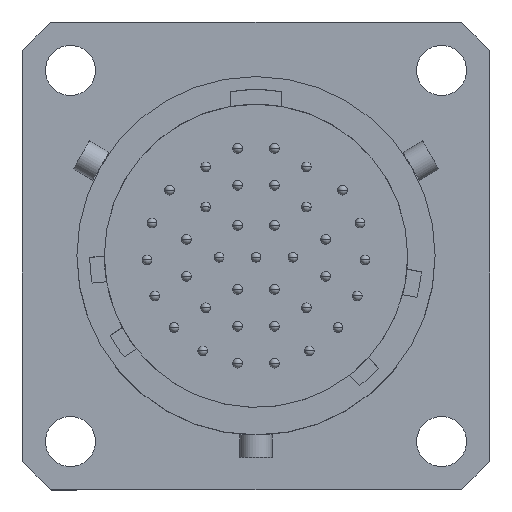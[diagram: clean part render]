
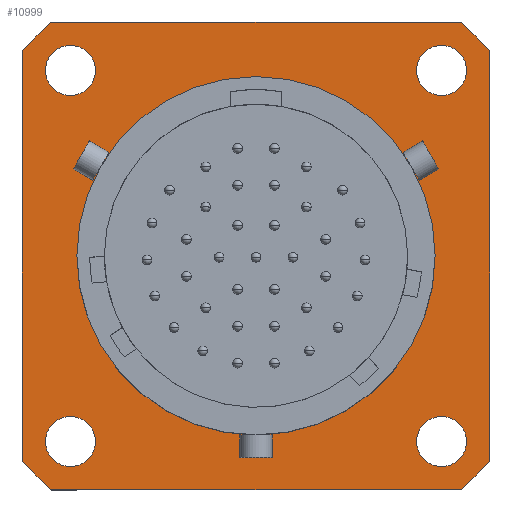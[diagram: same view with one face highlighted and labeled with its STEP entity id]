
A CAD part, top view. The second image highlights one B-rep face of the part: STEP entity #10999.
In plain terms, the highlighted planar face has unit normal (0, 0, 1).
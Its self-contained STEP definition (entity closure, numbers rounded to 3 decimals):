
#10455=CARTESIAN_POINT('',(-9.95,-11.5,12.0));
#10456=VERTEX_POINT('',#10455);
#10472=CARTESIAN_POINT('',(-13.05,-11.5,12.0));
#10473=VERTEX_POINT('',#10472);
#10480=CARTESIAN_POINT('',(-11.5,-11.5,12.0));
#10481=DIRECTION('',(0.0,0.0,-1.0));
#10482=DIRECTION('',(1.0,0.0,0.0));
#10483=AXIS2_PLACEMENT_3D('',#10480,#10481,#10482);
#10484=CIRCLE('',#10483,1.55);
#10485=EDGE_CURVE('',#10456,#10473,#10484,.T.);
#10497=CARTESIAN_POINT('',(13.05,11.5,12.0));
#10498=VERTEX_POINT('',#10497);
#10514=CARTESIAN_POINT('',(9.95,11.5,12.0));
#10515=VERTEX_POINT('',#10514);
#10522=CARTESIAN_POINT('',(11.5,11.5,12.0));
#10523=DIRECTION('',(0.0,0.0,-1.0));
#10524=DIRECTION('',(1.0,0.0,0.0));
#10525=AXIS2_PLACEMENT_3D('',#10522,#10523,#10524);
#10526=CIRCLE('',#10525,1.55);
#10527=EDGE_CURVE('',#10498,#10515,#10526,.T.);
#10539=CARTESIAN_POINT('',(-9.95,11.5,12.0));
#10540=VERTEX_POINT('',#10539);
#10556=CARTESIAN_POINT('',(-13.05,11.5,12.0));
#10557=VERTEX_POINT('',#10556);
#10564=CARTESIAN_POINT('',(-11.5,11.5,12.0));
#10565=DIRECTION('',(0.0,0.0,-1.0));
#10566=DIRECTION('',(1.0,0.0,0.0));
#10567=AXIS2_PLACEMENT_3D('',#10564,#10565,#10566);
#10568=CIRCLE('',#10567,1.55);
#10569=EDGE_CURVE('',#10540,#10557,#10568,.T.);
#10581=CARTESIAN_POINT('',(13.05,-11.5,12.0));
#10582=VERTEX_POINT('',#10581);
#10598=CARTESIAN_POINT('',(9.95,-11.5,12.0));
#10599=VERTEX_POINT('',#10598);
#10606=CARTESIAN_POINT('',(11.5,-11.5,12.0));
#10607=DIRECTION('',(0.0,0.0,-1.0));
#10608=DIRECTION('',(1.0,0.0,0.0));
#10609=AXIS2_PLACEMENT_3D('',#10606,#10607,#10608);
#10610=CIRCLE('',#10609,1.55);
#10611=EDGE_CURVE('',#10582,#10599,#10610,.T.);
#10622=CARTESIAN_POINT('',(11.5,-11.5,12.0));
#10623=DIRECTION('',(0.0,0.0,-1.0));
#10624=DIRECTION('',(1.0,0.0,0.0));
#10625=AXIS2_PLACEMENT_3D('',#10622,#10623,#10624);
#10626=CIRCLE('',#10625,1.55);
#10627=EDGE_CURVE('',#10599,#10582,#10626,.T.);
#10646=CARTESIAN_POINT('',(-11.5,11.5,12.0));
#10647=DIRECTION('',(0.0,0.0,-1.0));
#10648=DIRECTION('',(1.0,0.0,0.0));
#10649=AXIS2_PLACEMENT_3D('',#10646,#10647,#10648);
#10650=CIRCLE('',#10649,1.55);
#10651=EDGE_CURVE('',#10557,#10540,#10650,.T.);
#10670=CARTESIAN_POINT('',(11.5,11.5,12.0));
#10671=DIRECTION('',(0.0,0.0,-1.0));
#10672=DIRECTION('',(1.0,0.0,0.0));
#10673=AXIS2_PLACEMENT_3D('',#10670,#10671,#10672);
#10674=CIRCLE('',#10673,1.55);
#10675=EDGE_CURVE('',#10515,#10498,#10674,.T.);
#10694=CARTESIAN_POINT('',(-11.5,-11.5,12.0));
#10695=DIRECTION('',(0.0,0.0,-1.0));
#10696=DIRECTION('',(1.0,0.0,0.0));
#10697=AXIS2_PLACEMENT_3D('',#10694,#10695,#10696);
#10698=CIRCLE('',#10697,1.55);
#10699=EDGE_CURVE('',#10473,#10456,#10698,.T.);
#10717=CARTESIAN_POINT('',(14.5,-12.661,12.0));
#10718=VERTEX_POINT('',#10717);
#10719=CARTESIAN_POINT('',(12.661,-14.5,12.0));
#10720=VERTEX_POINT('',#10719);
#10721=CARTESIAN_POINT('',(0.,0.,12.0));
#10722=DIRECTION('',(0.0,0.0,-1.0));
#10723=DIRECTION('',(0.707,-0.707,0.0));
#10724=AXIS2_PLACEMENT_3D('',#10721,#10722,#10723);
#10725=CIRCLE('',#10724,19.25);
#10726=EDGE_CURVE('',#10718,#10720,#10725,.T.);
#10759=CARTESIAN_POINT('',(-12.661,-14.5,12.0));
#10760=VERTEX_POINT('',#10759);
#10761=CARTESIAN_POINT('',(12.661,-14.5,12.0));
#10762=DIRECTION('',(-1.0,0.0,0.0));
#10763=VECTOR('',#10762,25.323);
#10764=LINE('',#10761,#10763);
#10765=EDGE_CURVE('',#10720,#10760,#10764,.T.);
#10790=CARTESIAN_POINT('',(-14.5,-12.661,12.0));
#10791=VERTEX_POINT('',#10790);
#10792=CARTESIAN_POINT('',(0.,0.,12.0));
#10793=DIRECTION('',(0.0,0.0,-1.0));
#10794=DIRECTION('',(-0.707,-0.707,0.0));
#10795=AXIS2_PLACEMENT_3D('',#10792,#10793,#10794);
#10796=CIRCLE('',#10795,19.25);
#10797=EDGE_CURVE('',#10760,#10791,#10796,.T.);
#10823=CARTESIAN_POINT('',(-14.5,12.661,12.0));
#10824=VERTEX_POINT('',#10823);
#10825=CARTESIAN_POINT('',(-14.5,-12.661,12.0));
#10826=DIRECTION('',(0.0,1.0,0.0));
#10827=VECTOR('',#10826,25.323);
#10828=LINE('',#10825,#10827);
#10829=EDGE_CURVE('',#10791,#10824,#10828,.T.);
#10854=CARTESIAN_POINT('',(-12.661,14.5,12.0));
#10855=VERTEX_POINT('',#10854);
#10856=CARTESIAN_POINT('',(0.,0.,12.0));
#10857=DIRECTION('',(0.0,0.0,-1.0));
#10858=DIRECTION('',(-0.707,0.707,0.0));
#10859=AXIS2_PLACEMENT_3D('',#10856,#10857,#10858);
#10860=CIRCLE('',#10859,19.25);
#10861=EDGE_CURVE('',#10824,#10855,#10860,.T.);
#10887=CARTESIAN_POINT('',(12.661,14.5,12.0));
#10888=VERTEX_POINT('',#10887);
#10889=CARTESIAN_POINT('',(-12.661,14.5,12.0));
#10890=DIRECTION('',(1.0,0.0,0.0));
#10891=VECTOR('',#10890,25.323);
#10892=LINE('',#10889,#10891);
#10893=EDGE_CURVE('',#10855,#10888,#10892,.T.);
#10918=CARTESIAN_POINT('',(14.5,12.661,12.0));
#10919=VERTEX_POINT('',#10918);
#10920=CARTESIAN_POINT('',(0.,0.,12.0));
#10921=DIRECTION('',(0.0,0.0,-1.0));
#10922=DIRECTION('',(0.707,0.707,0.0));
#10923=AXIS2_PLACEMENT_3D('',#10920,#10921,#10922);
#10924=CIRCLE('',#10923,19.25);
#10925=EDGE_CURVE('',#10888,#10919,#10924,.T.);
#10951=CARTESIAN_POINT('',(14.5,12.661,12.0));
#10952=DIRECTION('',(0.0,-1.0,0.0));
#10953=VECTOR('',#10952,25.323);
#10954=LINE('',#10951,#10953);
#10955=EDGE_CURVE('',#10919,#10718,#10954,.T.);
#10968=CARTESIAN_POINT('',(0.,0.,12.0));
#10969=DIRECTION('',(0.0,0.0,1.0));
#10970=DIRECTION('',(1.0,0.0,0.0));
#10971=AXIS2_PLACEMENT_3D('',#10968,#10969,#10970);
#10972=PLANE('',#10971);
#10973=ORIENTED_EDGE('',*,*,#10726,.F.);
#10974=ORIENTED_EDGE('',*,*,#10955,.F.);
#10975=ORIENTED_EDGE('',*,*,#10925,.F.);
#10976=ORIENTED_EDGE('',*,*,#10893,.F.);
#10977=ORIENTED_EDGE('',*,*,#10861,.F.);
#10978=ORIENTED_EDGE('',*,*,#10829,.F.);
#10979=ORIENTED_EDGE('',*,*,#10797,.F.);
#10980=ORIENTED_EDGE('',*,*,#10765,.F.);
#10981=EDGE_LOOP('',(#10973,#10974,#10975,#10976,#10977,#10978,#10979,#10980));
#10982=FACE_OUTER_BOUND('',#10981,.T.);
#10983=ORIENTED_EDGE('',*,*,#10611,.T.);
#10984=ORIENTED_EDGE('',*,*,#10627,.T.);
#10985=EDGE_LOOP('',(#10983,#10984));
#10986=FACE_BOUND('',#10985,.T.);
#10987=ORIENTED_EDGE('',*,*,#10569,.T.);
#10988=ORIENTED_EDGE('',*,*,#10651,.T.);
#10989=EDGE_LOOP('',(#10987,#10988));
#10990=FACE_BOUND('',#10989,.T.);
#10991=ORIENTED_EDGE('',*,*,#10527,.T.);
#10992=ORIENTED_EDGE('',*,*,#10675,.T.);
#10993=EDGE_LOOP('',(#10991,#10992));
#10994=FACE_BOUND('',#10993,.T.);
#10995=ORIENTED_EDGE('',*,*,#10485,.T.);
#10996=ORIENTED_EDGE('',*,*,#10699,.T.);
#10997=EDGE_LOOP('',(#10995,#10996));
#10998=FACE_BOUND('',#10997,.T.);
#10999=ADVANCED_FACE('',(#10982,#10986,#10990,#10994,#10998),#10972,.T.);
